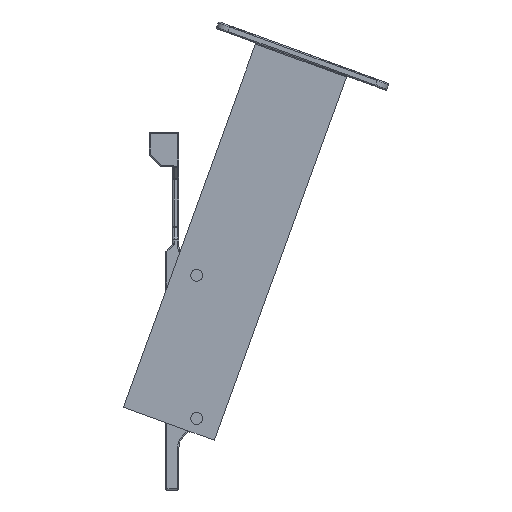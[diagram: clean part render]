
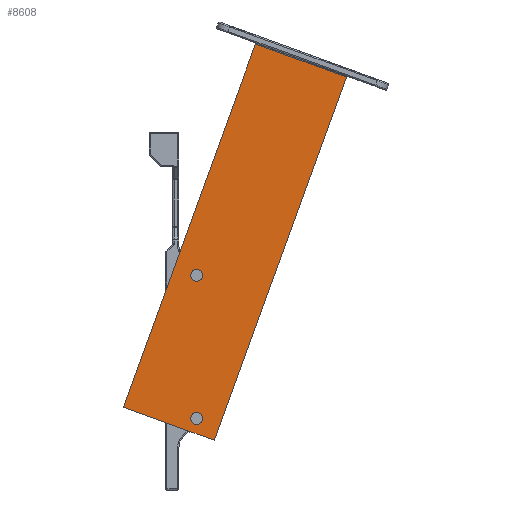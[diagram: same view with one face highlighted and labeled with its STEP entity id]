
A CAD part, left-side view. The second image highlights one B-rep face of the part: STEP entity #8608.
In plain terms, the highlighted face is planar.
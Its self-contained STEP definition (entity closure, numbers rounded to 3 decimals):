
#108 = VERTEX_POINT ( 'NONE', #1042 ) ;
#120 = EDGE_CURVE ( 'NONE', #7433, #9050, #280, .T. ) ;
#280 = LINE ( 'NONE', #5811, #5684 ) ;
#649 = DIRECTION ( 'NONE',  ( 0., 0., -1. ) ) ;
#883 = FACE_BOUND ( 'NONE', #5465, .T. ) ;
#895 = DIRECTION ( 'NONE',  ( 0., 1., 0. ) ) ;
#943 = CARTESIAN_POINT ( 'NONE',  ( 20., 0., 5. ) ) ;
#1042 = CARTESIAN_POINT ( 'NONE',  ( 20., 125., -20. ) ) ;
#1222 = ORIENTED_EDGE ( 'NONE', *, *, #8351, .F. ) ;
#1478 = FACE_OUTER_BOUND ( 'NONE', #7257, .T. ) ;
#1575 = DIRECTION ( 'NONE',  ( 0., 0., -1. ) ) ;
#1584 = EDGE_CURVE ( 'NONE', #9050, #108, #3062, .T. ) ;
#1669 = EDGE_CURVE ( 'NONE', #9520, #4138, #1729, .T. ) ;
#1729 = CIRCLE ( 'NONE', #6512, 5. ) ;
#1870 = DIRECTION ( 'NONE',  ( 0., 0., -1. ) ) ;
#1925 = CIRCLE ( 'NONE', #9006, 5. ) ;
#2292 = DIRECTION ( 'NONE',  ( 1., 0., 0. ) ) ;
#2436 = ORIENTED_EDGE ( 'NONE', *, *, #1669, .F. ) ;
#2502 = VECTOR ( 'NONE', #5155, 1000. ) ;
#2839 = VERTEX_POINT ( 'NONE', #7187 ) ;
#2870 = CARTESIAN_POINT ( 'NONE',  ( 20., -200., -20. ) ) ;
#2962 = DIRECTION ( 'NONE',  ( 1., 0., 0. ) ) ;
#3044 = VECTOR ( 'NONE', #4823, 1000. ) ;
#3062 = LINE ( 'NONE', #9707, #3044 ) ;
#3061 = CARTESIAN_POINT ( 'NONE',  ( 20., 0., 0. ) ) ;
#3204 = PLANE ( 'NONE',  #5021 ) ;
#3261 = CARTESIAN_POINT ( 'NONE',  ( 20., 0., 0. ) ) ;
#3426 = EDGE_CURVE ( 'NONE', #8735, #9478, #7062, .T. ) ;
#3588 = EDGE_CURVE ( 'NONE', #9478, #8735, #1925, .T. ) ;
#3695 = ORIENTED_EDGE ( 'NONE', *, *, #3588, .F. ) ;
#3779 = CARTESIAN_POINT ( 'NONE',  ( 20., 112.763, 41.042 ) ) ;
#4138 = VERTEX_POINT ( 'NONE', #6610 ) ;
#4270 = ORIENTED_EDGE ( 'NONE', *, *, #120, .F. ) ;
#4295 = CARTESIAN_POINT ( 'NONE',  ( 20., 112.763, 36.042 ) ) ;
#4823 = DIRECTION ( 'NONE',  ( 0., 0., -1. ) ) ;
#4909 = CARTESIAN_POINT ( 'NONE',  ( 20., -199., 61.042 ) ) ;
#5021 = AXIS2_PLACEMENT_3D ( 'NONE', #7975, #2292, #1575 ) ;
#5155 = DIRECTION ( 'NONE',  ( 0., 1., 0. ) ) ;
#5197 = ORIENTED_EDGE ( 'NONE', *, *, #5686, .T. ) ;
#5465 = EDGE_LOOP ( 'NONE', ( #2436, #1222 ) ) ;
#5502 = DIRECTION ( 'NONE',  ( 0., 0., -1. ) ) ;
#5604 = DIRECTION ( 'NONE',  ( 1., 0., 0. ) ) ;
#5630 = DIRECTION ( 'NONE',  ( 0., 0., -1. ) ) ;
#5684 = VECTOR ( 'NONE', #895, 1000. ) ;
#5686 = EDGE_CURVE ( 'NONE', #7433, #2839, #8567, .T. ) ;
#5811 = CARTESIAN_POINT ( 'NONE',  ( 20., -200., 61.042 ) ) ;
#5912 = EDGE_CURVE ( 'NONE', #2839, #108, #9108, .T. ) ;
#6189 = AXIS2_PLACEMENT_3D ( 'NONE', #6537, #8844, #1870 ) ;
#6301 = CARTESIAN_POINT ( 'NONE',  ( 20., 125., 61.042 ) ) ;
#6512 = AXIS2_PLACEMENT_3D ( 'NONE', #3779, #9758, #649 ) ;
#6537 = CARTESIAN_POINT ( 'NONE',  ( 20., 112.763, 41.042 ) ) ;
#6610 = CARTESIAN_POINT ( 'NONE',  ( 20., 112.763, 46.042 ) ) ;
#6868 = ORIENTED_EDGE ( 'NONE', *, *, #3426, .F. ) ;
#6921 = ORIENTED_EDGE ( 'NONE', *, *, #5912, .T. ) ;
#6925 = ORIENTED_EDGE ( 'NONE', *, *, #1584, .F. ) ;
#7062 = CIRCLE ( 'NONE', #8852, 5. ) ;
#7187 = CARTESIAN_POINT ( 'NONE',  ( 20., -199., -20. ) ) ;
#7257 = EDGE_LOOP ( 'NONE', ( #4270, #5197, #6921, #6925 ) ) ;
#7307 = VECTOR ( 'NONE', #5630, 1000. ) ;
#7433 = VERTEX_POINT ( 'NONE', #4909 ) ;
#7787 = DIRECTION ( 'NONE',  ( 0., 0., -1. ) ) ;
#7975 = CARTESIAN_POINT ( 'NONE',  ( 20., -200., -20. ) ) ;
#8351 = EDGE_CURVE ( 'NONE', #4138, #9520, #8640, .T. ) ;
#8567 = LINE ( 'NONE', #9577, #7307 ) ;
#8608 = ADVANCED_FACE ( 'NONE', ( #10075, #883, #1478 ), #3204, .T. ) ;
#8640 = CIRCLE ( 'NONE', #6189, 5. ) ;
#8735 = VERTEX_POINT ( 'NONE', #943 ) ;
#8844 = DIRECTION ( 'NONE',  ( 1., 0., 0. ) ) ;
#8852 = AXIS2_PLACEMENT_3D ( 'NONE', #3061, #2962, #7787 ) ;
#9006 = AXIS2_PLACEMENT_3D ( 'NONE', #3261, #5604, #5502 ) ;
#9050 = VERTEX_POINT ( 'NONE', #6301 ) ;
#9108 = LINE ( 'NONE', #2870, #2502 ) ;
#9478 = VERTEX_POINT ( 'NONE', #10193 ) ;
#9520 = VERTEX_POINT ( 'NONE', #4295 ) ;
#9577 = CARTESIAN_POINT ( 'NONE',  ( 20., -199., -20. ) ) ;
#9707 = CARTESIAN_POINT ( 'NONE',  ( 20., 125., -20. ) ) ;
#9751 = EDGE_LOOP ( 'NONE', ( #3695, #6868 ) ) ;
#9758 = DIRECTION ( 'NONE',  ( 1., 0., 0. ) ) ;
#10075 = FACE_BOUND ( 'NONE', #9751, .T. ) ;
#10193 = CARTESIAN_POINT ( 'NONE',  ( 20., 0., -5. ) ) ;
